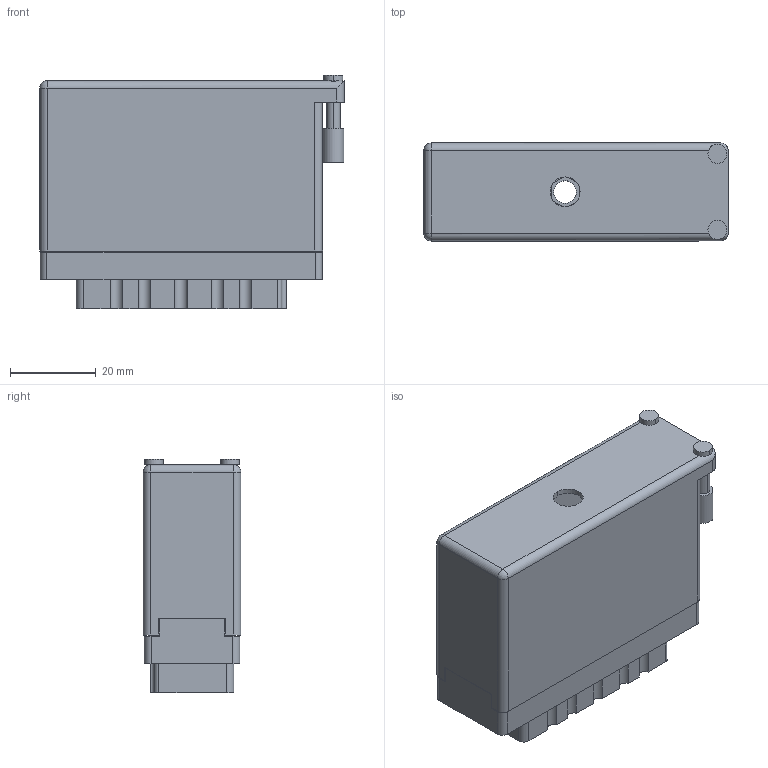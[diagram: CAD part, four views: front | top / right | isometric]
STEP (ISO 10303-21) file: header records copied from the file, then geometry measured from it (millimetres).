
FILE_DESCRIPTION (( 'STEP AP203' ), '1' );
FILE_NAME ('516-056-520-650.STEP', '2020-03-06T00:44:27', ( '' ), ( '' ), 'SwSTEP 2.0', 'SolidWorks 2016', '' );
FILE_SCHEMA (( 'CONFIG_CONTROL_DESIGN' ));
Length unit declared in the file: inch
Products named in the file (4): 516-292-001_520 Contact; 516 Part Receptacle_056; 516-230-001_Metal - 056 Side Entry; 516-056-520-650
Assembly tree (58 placements, depth 2):
  516-056-520-650
    516 Part Receptacle_056
    516-292-001_520 Contact  x56
    516-230-001_Metal - 056 Side Entry
Bounding box: 71.12 x 22.83 x 54.53 mm (x, y, z)
Volume: 26580.7 mm3; surface area: 45538.8 mm2
Topology: 58 solids, 58 shells, 5360 faces, 15555 edges, 10326 vertices
Faces by surface type: plane 3278, cylinder 1742, bspline 336, cone 2, sphere 2
Entity records: 49240 total; most frequent: CARTESIAN_POINT 8636, ORIENTED_EDGE 8226, DIRECTION 8041, EDGE_CURVE 4113, VECTOR 3017, LINE 3017, VERTEX_POINT 2736, AXIS2_PLACEMENT_3D 2512
